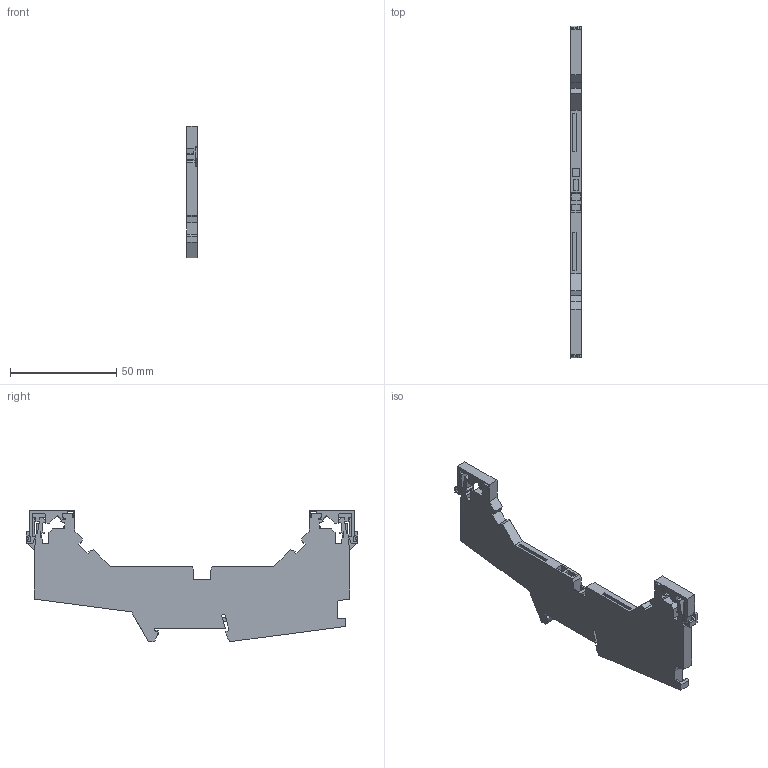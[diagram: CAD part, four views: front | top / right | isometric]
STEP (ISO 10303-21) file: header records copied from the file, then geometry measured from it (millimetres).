
FILE_DESCRIPTION(('Creo Elements/Direct Modeling STEP Export'),'2;1');
FILE_NAME('model.stp','2018-03-12T 8:59:16',(''),(''),'Creo Elements/Direct Modeling STEP processor for AP214 (Solid Model)','Creo Elements/Direct Modeling 18.1I 14-Aug-2016 (C) Parametric Technology GmbH','');
FILE_SCHEMA(('AUTOMOTIVE_DESIGN { 1 0 10303 214 1 1 1 1 }'));
Length unit declared in the file: millimetre
Products named in the file (2): AB_SK_D_TOP_INSULATED-select
Assembly tree (1 placements, depth 2):
  AB_SK_D_TOP_INSULATED-select
    AB_SK_D_TOP_INSULATED-select
Bounding box: 5.15 x 155.94 x 61.72 mm (x, y, z)
Volume: 24258.9 mm3; surface area: 16095.7 mm2
Topology: 1 solids, 1 shells, 371 faces, 1076 edges, 713 vertices
Faces by surface type: plane 356, cylinder 15
Entity records: 14656 total; most frequent: ORIENTED_EDGE 2152, CARTESIAN_POINT 2088, DIRECTION 1737, EDGE_CURVE 1076, VECTOR 1013, LINE 1013, VERTEX_POINT 713, EDGE_LOOP 379
